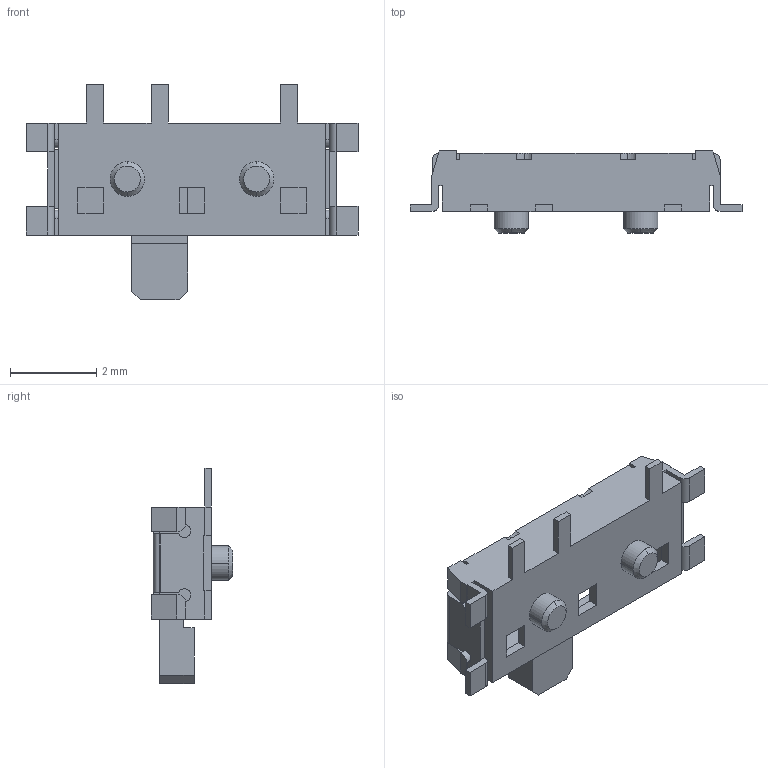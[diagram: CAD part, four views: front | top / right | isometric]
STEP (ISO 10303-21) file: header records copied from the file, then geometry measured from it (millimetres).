
FILE_DESCRIPTION(('HOOPS Exchange Step'),'2;1');
FILE_NAME('export-DA89BBD7-1EBD-4CB7-AC95-4777458D08D5.stp','2023-01-21T13:39:25-08:00',('Daxxn'),('Alibre'),'HOOPS Exchange 2022.0','Alibre','Unknown authorisation');
FILE_SCHEMA( ('AP242_MANAGED_MODEL_BASED_3D_ENGINEERING_MIM_LF {1 0 10303 442 1 1 4 }') );
Length unit declared in the file: inch
Products named in the file (2): PCM12SMTR_PART1; PCM12SMTR
Assembly tree (1 placements, depth 2):
  PCM12SMTR
    PCM12SMTR_PART1
Bounding box: 7.7 x 1.9 x 5 mm (x, y, z)
Volume: 15.6 mm3; surface area: 122 mm2
Topology: 1 solids, 1 shells, 176 faces, 535 edges, 345 vertices
Faces by surface type: plane 130, cylinder 42, cone 4
Entity records: 6194 total; most frequent: ORIENTED_EDGE 1066, CARTESIAN_POINT 1061, DIRECTION 976, EDGE_CURVE 533, VECTOR 448, LINE 448, VERTEX_POINT 345, AXIS2_PLACEMENT_3D 264
